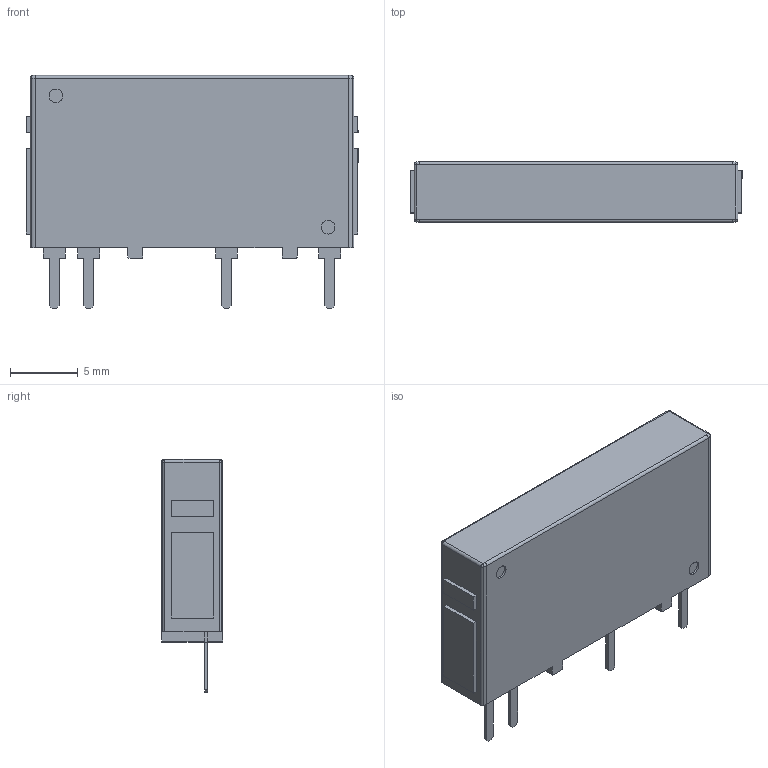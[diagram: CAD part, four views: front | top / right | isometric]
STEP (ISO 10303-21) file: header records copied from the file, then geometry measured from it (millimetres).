
FILE_DESCRIPTION (( 'STEP AP214' ), '1' );
FILE_NAME ('RELAYS-TH_AQGX2XXX.step', '2022-07-09T14:27:20', ( '' ), ( '' ), 'SwSTEP 2.0', 'SolidWorks 2020', '' );
FILE_SCHEMA (( 'AUTOMOTIVE_DESIGN' ));
Length unit declared in the file: millimetre
Products named in the file (1): RELAYS-TH_AQGX2XXX
Bounding box: 24.5 x 4.51 x 17.2 mm (x, y, z)
Volume: 1389.6 mm3; surface area: 1001.1 mm2
Topology: 1 solids, 1 shells, 396 faces, 1056 edges, 696 vertices
Faces by surface type: plane 252, bspline 112, cylinder 24, sphere 4, torus 4
Entity records: 16412 total; most frequent: CARTESIAN_POINT 3861, ORIENTED_EDGE 2104, DIRECTION 1407, EDGE_CURVE 1052, LINE 725, VECTOR 725, VERTEX_POINT 696, EDGE_LOOP 434
